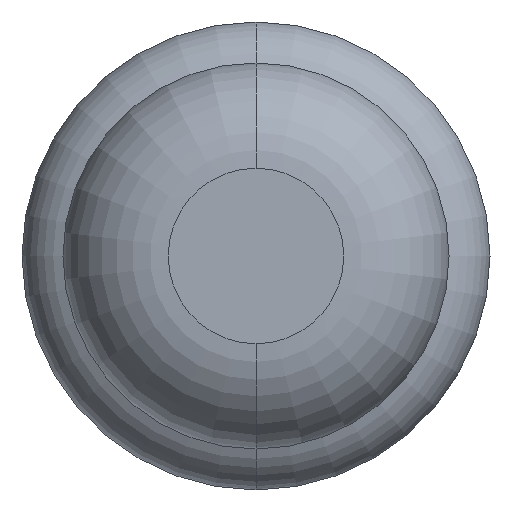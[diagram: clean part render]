
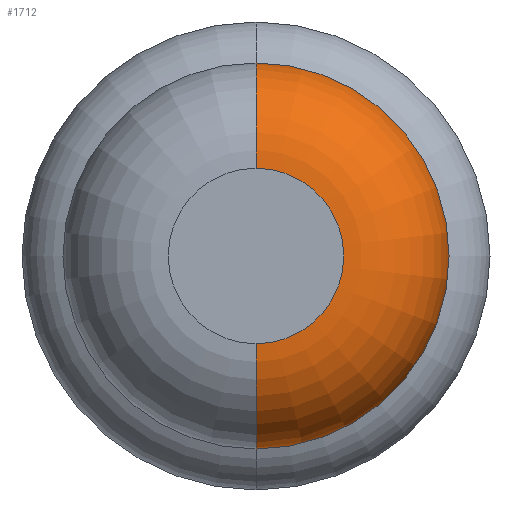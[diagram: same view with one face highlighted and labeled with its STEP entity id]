
A CAD part, front view. The second image highlights one B-rep face of the part: STEP entity #1712.
In plain terms, the highlighted toroidal (fillet/blend) face has major radius 0.375 mm and minor radius 0.45 mm.
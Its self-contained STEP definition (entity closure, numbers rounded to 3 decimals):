
#68 = DIRECTION ( 'NONE',  ( 0., 0., 1. ) ) ;
#104 = EDGE_CURVE ( 'NONE', #2953, #2673, #1088, .T. ) ;
#251 = DIRECTION ( 'NONE',  ( 0., 0., 1. ) ) ;
#300 = CIRCLE ( 'NONE', #2676, 0.45 ) ;
#677 = DIRECTION ( 'NONE',  ( 1., 0., 0. ) ) ;
#762 = CARTESIAN_POINT ( 'NONE',  ( 0., -23.55, 0.375 ) ) ;
#1088 = CIRCLE ( 'NONE', #3360, 0.45 ) ;
#1362 = DIRECTION ( 'NONE',  ( 0., 1., 0. ) ) ;
#1566 = CARTESIAN_POINT ( 'NONE',  ( 0., -23.55, 0.825 ) ) ;
#1570 = FACE_OUTER_BOUND ( 'NONE', #1573, .T. ) ;
#1573 = EDGE_LOOP ( 'NONE', ( #2189, #4196, #2683, #4143 ) ) ;
#1681 = TOROIDAL_SURFACE ( 'NONE', #2160, 0.375, 0.45 ) ;
#1712 = ADVANCED_FACE ( 'Defeature ausgef�hrt1_6', ( #1570 ), #1681, .T. ) ;
#1912 = CARTESIAN_POINT ( 'NONE',  ( 0., -24., -0.375 ) ) ;
#2028 = DIRECTION ( 'NONE',  ( 0., 0., 1. ) ) ;
#2160 = AXIS2_PLACEMENT_3D ( 'NONE', #4002, #2997, #251 ) ;
#2168 = CARTESIAN_POINT ( 'NONE',  ( 0., -24., 0. ) ) ;
#2189 = ORIENTED_EDGE ( 'NONE', *, *, #2897, .T. ) ;
#2488 = DIRECTION ( 'NONE',  ( -1., 0., 0. ) ) ;
#2673 = VERTEX_POINT ( 'NONE', #2783 ) ;
#2676 = AXIS2_PLACEMENT_3D ( 'NONE', #762, #2488, #3157 ) ;
#2683 = ORIENTED_EDGE ( 'NONE', *, *, #2907, .F. ) ;
#2729 = CARTESIAN_POINT ( 'NONE',  ( 0., -23.55, 0. ) ) ;
#2744 = DIRECTION ( 'NONE',  ( 0., 0., -1. ) ) ;
#2783 = CARTESIAN_POINT ( 'NONE',  ( 0., -23.55, -0.825 ) ) ;
#2897 = EDGE_CURVE ( 'Defeature ausgef�hrt1_6+Defeature ausgef�hrt1_5+Defeature ausgef�hrt1_5+Defeature ausgef�hrt1_5', #4334, #2953, #3495, .T. ) ;
#2907 = EDGE_CURVE ( 'Defeature ausgef�hrt1_7+Defeature ausgef�hrt1_6+Defeature ausgef�hrt1_6+Defeature ausgef�hrt1_6', #4276, #2673, #3382, .T. ) ;
#2953 = VERTEX_POINT ( 'NONE', #1912 ) ;
#2997 = DIRECTION ( 'NONE',  ( 0., 1., 0. ) ) ;
#3157 = DIRECTION ( 'NONE',  ( 0., 0., 1. ) ) ;
#3201 = EDGE_CURVE ( 'NONE', #4334, #4276, #300, .T. ) ;
#3360 = AXIS2_PLACEMENT_3D ( 'NONE', #3695, #677, #2744 ) ;
#3365 = AXIS2_PLACEMENT_3D ( 'NONE', #2729, #1362, #2028 ) ;
#3382 = CIRCLE ( 'NONE', #3365, 0.825 ) ;
#3495 = CIRCLE ( 'NONE', #3988, 0.375 ) ;
#3636 = CARTESIAN_POINT ( 'NONE',  ( 0., -24., 0.375 ) ) ;
#3695 = CARTESIAN_POINT ( 'NONE',  ( 0., -23.55, -0.375 ) ) ;
#3988 = AXIS2_PLACEMENT_3D ( 'NONE', #2168, #4074, #68 ) ;
#4002 = CARTESIAN_POINT ( 'NONE',  ( 0., -23.55, 0. ) ) ;
#4074 = DIRECTION ( 'NONE',  ( 0., 1., 0. ) ) ;
#4143 = ORIENTED_EDGE ( 'NONE', *, *, #3201, .F. ) ;
#4196 = ORIENTED_EDGE ( 'NONE', *, *, #104, .T. ) ;
#4276 = VERTEX_POINT ( 'NONE', #1566 ) ;
#4334 = VERTEX_POINT ( 'NONE', #3636 ) ;
